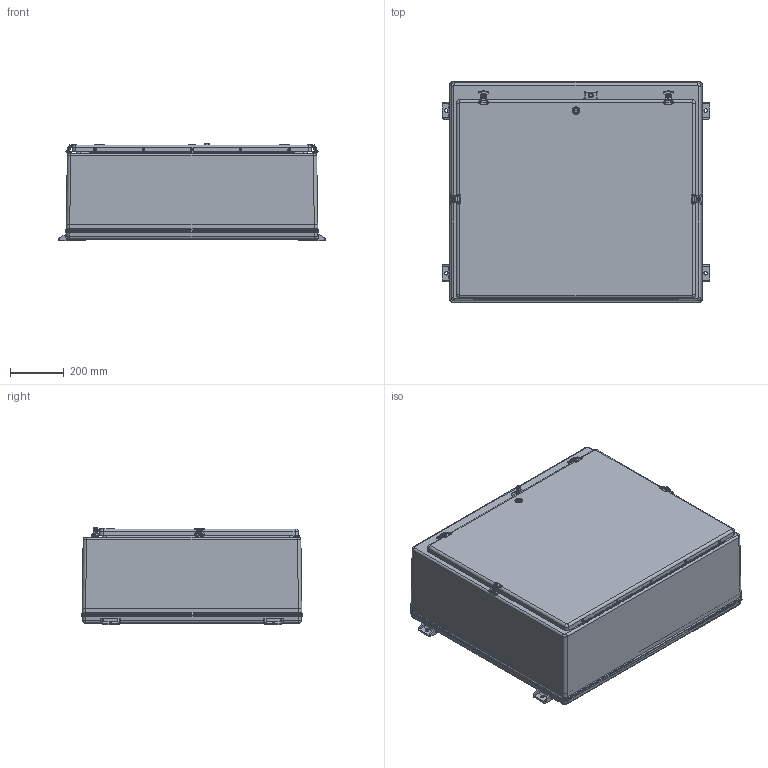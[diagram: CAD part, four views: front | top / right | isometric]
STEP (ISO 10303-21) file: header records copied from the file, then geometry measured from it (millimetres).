
FILE_DESCRIPTION (( 'STEP AP214' ), '1' );
FILE_NAME ('T363012HWTSL.STEP', '2020-10-06T16:16:57', ( '' ), ( '' ), 'SwSTEP 2.0', 'SolidWorks 2019', '' );
FILE_SCHEMA (( 'AUTOMOTIVE_DESIGN' ));
Length unit declared in the file: inch
Products named in the file (1): T363012HWTSL
Bounding box: 998.54 x 825.5 x 364.33 mm (x, y, z)
Volume: 15169775.5 mm3; surface area: 6005438.4 mm2
Topology: 94 solids, 94 shells, 2121 faces, 5273 edges, 3398 vertices
Faces by surface type: plane 981, cylinder 875, bspline 150, cone 91, torus 24
Full cylindrical faces by diameter (mm): 1.702 x4, 1.905 x8, 2.21 x4, 2.489 x4, 2.54 x14, 2.64 x8, 2.794 x4, 3.175 x73, 3.302 x16, 3.378 x12, 3.429 x4, 3.531 x4, 3.556 x18, 3.733 x2, 4.572 x4, 4.75 x8, 4.762 x7, 4.763 x3, 4.8 x4, 4.851 x8, 5 x1, 5.105 x20, 5.283 x5, 5.41 x4, 5.5 x1, 6.35 x23, 7.188 x8, 7.264 x4, 9.068 x10, 9.9 x1
Entity records: 71460 total; most frequent: CARTESIAN_POINT 21782, DIRECTION 9772, ORIENTED_EDGE 9462, EDGE_CURVE 4731, AXIS2_PLACEMENT_3D 3621, VERTEX_POINT 3300, EDGE_LOOP 3031, VECTOR 2530
